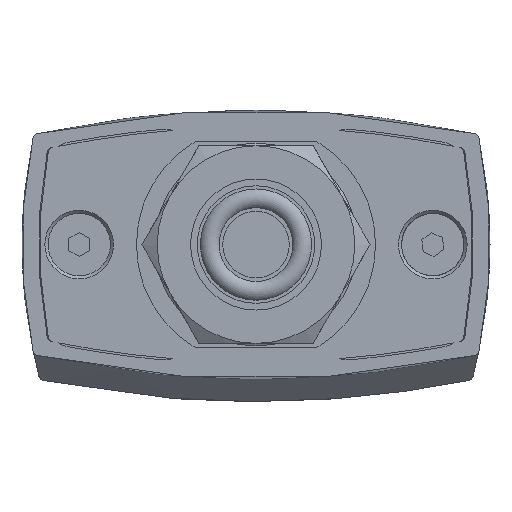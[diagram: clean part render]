
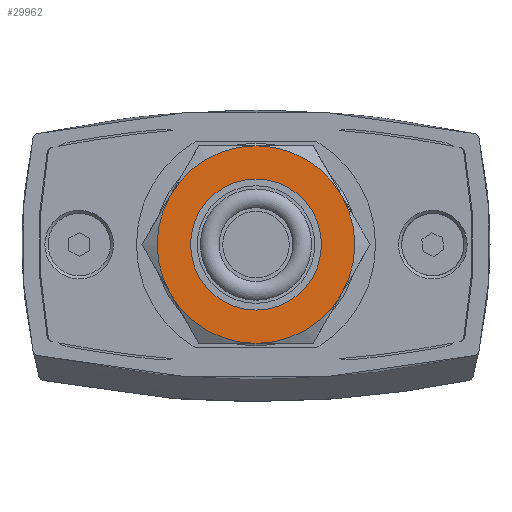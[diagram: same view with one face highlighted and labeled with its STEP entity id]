
A CAD part, front view. The second image highlights one B-rep face of the part: STEP entity #29962.
In plain terms, the highlighted planar face has unit normal (0, -1, 0).
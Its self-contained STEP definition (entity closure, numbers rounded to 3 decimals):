
#29339=CARTESIAN_POINT('',(-8.227,-71.6,-4.75));
#29340=VERTEX_POINT('',#29339);
#29419=CARTESIAN_POINT('',(0.,-71.6,-9.5));
#29420=VERTEX_POINT('',#29419);
#29492=CARTESIAN_POINT('',(8.227,-71.6,-4.75));
#29493=VERTEX_POINT('',#29492);
#29565=CARTESIAN_POINT('',(8.227,-71.6,4.75));
#29566=VERTEX_POINT('',#29565);
#29638=CARTESIAN_POINT('',(0.,-71.6,9.5));
#29639=VERTEX_POINT('',#29638);
#29711=CARTESIAN_POINT('',(-8.227,-71.6,4.75));
#29712=VERTEX_POINT('',#29711);
#29776=CARTESIAN_POINT('',(0.,-71.6,0.));
#29777=DIRECTION('',(0.0,-1.0,0.0));
#29778=DIRECTION('',(1.0,0.0,0.0));
#29779=AXIS2_PLACEMENT_3D('',#29776,#29777,#29778);
#29780=CIRCLE('',#29779,9.5);
#29781=EDGE_CURVE('',#29566,#29639,#29780,.T.);
#29793=CARTESIAN_POINT('',(0.,-71.6,0.));
#29794=DIRECTION('',(0.0,-1.0,0.0));
#29795=DIRECTION('',(1.0,0.0,0.0));
#29796=AXIS2_PLACEMENT_3D('',#29793,#29794,#29795);
#29797=CIRCLE('',#29796,9.5);
#29798=EDGE_CURVE('',#29639,#29712,#29797,.T.);
#29810=CARTESIAN_POINT('',(0.,-71.6,0.));
#29811=DIRECTION('',(0.0,-1.0,0.0));
#29812=DIRECTION('',(1.0,0.0,0.0));
#29813=AXIS2_PLACEMENT_3D('',#29810,#29811,#29812);
#29814=CIRCLE('',#29813,9.5);
#29815=EDGE_CURVE('',#29712,#29340,#29814,.T.);
#29828=CARTESIAN_POINT('',(0.,-71.6,0.));
#29829=DIRECTION('',(0.0,-1.0,0.0));
#29830=DIRECTION('',(1.0,0.0,0.0));
#29831=AXIS2_PLACEMENT_3D('',#29828,#29829,#29830);
#29832=CIRCLE('',#29831,9.5);
#29833=EDGE_CURVE('',#29340,#29420,#29832,.T.);
#29845=CARTESIAN_POINT('',(0.,-71.6,0.));
#29846=DIRECTION('',(0.0,-1.0,0.0));
#29847=DIRECTION('',(1.0,0.0,0.0));
#29848=AXIS2_PLACEMENT_3D('',#29845,#29846,#29847);
#29849=CIRCLE('',#29848,9.5);
#29850=EDGE_CURVE('',#29420,#29493,#29849,.T.);
#29862=CARTESIAN_POINT('',(0.,-71.6,0.));
#29863=DIRECTION('',(0.0,-1.0,0.0));
#29864=DIRECTION('',(1.0,0.0,0.0));
#29865=AXIS2_PLACEMENT_3D('',#29862,#29863,#29864);
#29866=CIRCLE('',#29865,9.5);
#29867=EDGE_CURVE('',#29493,#29566,#29866,.T.);
#29938=CARTESIAN_POINT('',(7.9,-71.6,0.));
#29939=DIRECTION('',(0.0,-1.0,0.0));
#29940=DIRECTION('',(0.0,0.0,-1.0));
#29941=AXIS2_PLACEMENT_3D('',#29938,#29939,#29940);
#29942=PLANE('',#29941);
#29943=ORIENTED_EDGE('',*,*,#29867,.T.);
#29944=ORIENTED_EDGE('',*,*,#29781,.T.);
#29945=ORIENTED_EDGE('',*,*,#29798,.T.);
#29946=ORIENTED_EDGE('',*,*,#29815,.T.);
#29947=ORIENTED_EDGE('',*,*,#29833,.T.);
#29948=ORIENTED_EDGE('',*,*,#29850,.T.);
#29949=EDGE_LOOP('',(#29943,#29944,#29945,#29946,#29947,#29948));
#29950=FACE_OUTER_BOUND('',#29949,.T.);
#29951=CARTESIAN_POINT('',(6.3,-71.6,0.));
#29952=VERTEX_POINT('',#29951);
#29953=CARTESIAN_POINT('',(0.,-71.6,0.));
#29954=DIRECTION('',(0.0,-1.0,0.0));
#29955=DIRECTION('',(1.0,0.0,0.0));
#29956=AXIS2_PLACEMENT_3D('',#29953,#29954,#29955);
#29957=CIRCLE('',#29956,6.3);
#29958=EDGE_CURVE('',#29952,#29952,#29957,.T.);
#29959=ORIENTED_EDGE('',*,*,#29958,.F.);
#29960=EDGE_LOOP('',(#29959));
#29961=FACE_BOUND('',#29960,.T.);
#29962=ADVANCED_FACE('',(#29950,#29961),#29942,.T.);
